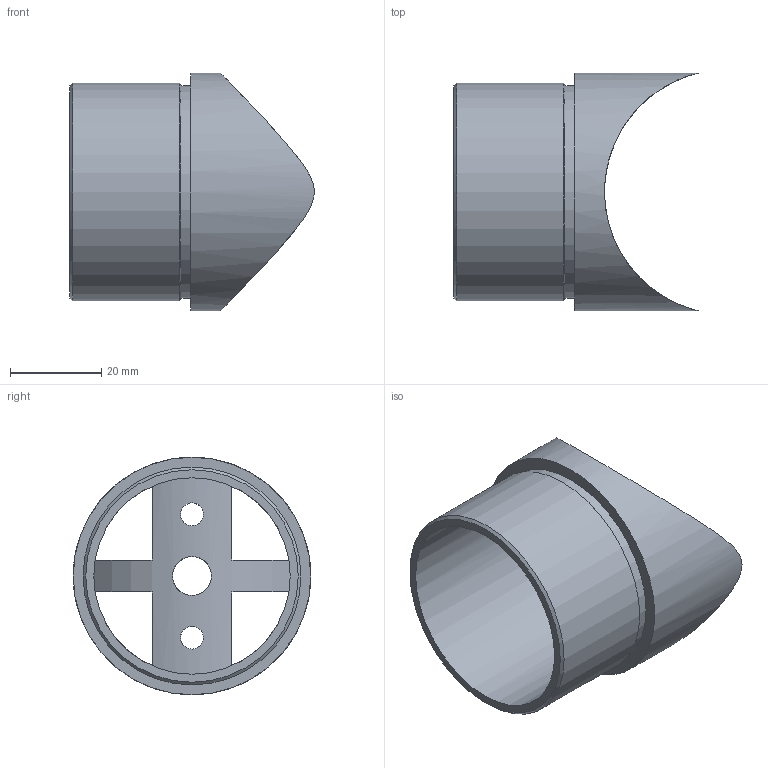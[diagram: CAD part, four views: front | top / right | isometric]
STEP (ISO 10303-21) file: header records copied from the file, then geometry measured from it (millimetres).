
FILE_DESCRIPTION(('STEP AP214'), '1');
FILE_NAME('àðò. KRT237', '2014-09-29T22:49:54', ('Áàòóðà Àíäðåé Ïàâëîâè÷'), ('Ëåñòíè÷íûé öåíòåð'), 'ASCON STEP Converter 1.3', 'ASCON Math Kernel', '');
FILE_SCHEMA(('AUTOMOTIVE_DESIGN { 1 0 10303 214 3 1 1}'));
Length unit declared in the file: millimetre
Bounding box: 53.5 x 52 x 52 mm (x, y, z)
Volume: 18612.6 mm3; surface area: 15359 mm2
Topology: 1 solids, 1 shells, 27 faces, 79 edges, 49 vertices
Faces by surface type: cylinder 15, plane 10, cone 2
Full cylindrical faces by diameter (mm): 5 x2, 8.5 x1, 43 x1, 46 x1, 46.6 x1, 47.7 x1, 52 x1
Entity records: 2861 total; most frequent: CARTESIAN_POINT 1939, ORIENTED_EDGE 138, DIRECTION 118, EDGE_CURVE 69, VERTEX_POINT 49, AXIS2_PLACEMENT_3D 47, EDGE_LOOP 46, COLOUR_RGB 28
